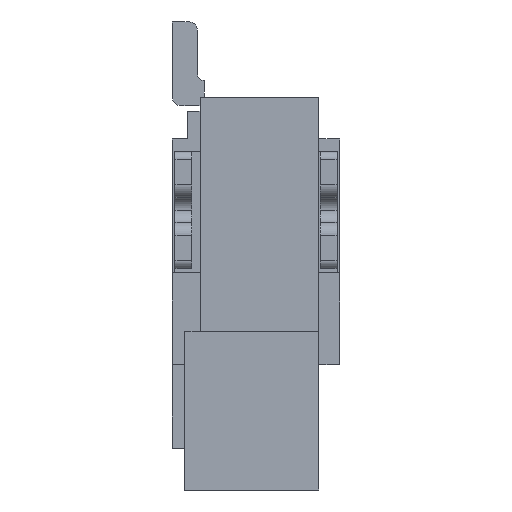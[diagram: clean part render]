
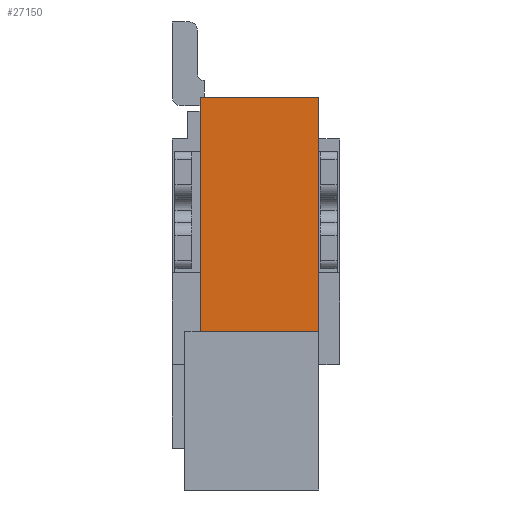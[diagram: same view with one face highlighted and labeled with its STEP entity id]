
A CAD part, left-side view. The second image highlights one B-rep face of the part: STEP entity #27150.
In plain terms, the highlighted planar face has unit normal (-1, 0, 0).
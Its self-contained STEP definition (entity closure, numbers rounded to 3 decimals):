
#12900=CARTESIAN_POINT('',(-59.979,-57.008,-1.4));
#12910=VERTEX_POINT('',#12900);
#13130=CARTESIAN_POINT('',(-59.979,-58.428,-1.4));
#13140=VERTEX_POINT('',#13130);
#13170=CARTESIAN_POINT('',(-59.979,0.,-1.4));
#13180=DIRECTION('',(0.,-1.,0.));
#13190=VECTOR('',#13180,1.);
#13200=LINE('',#13170,#13190);
#13210=EDGE_CURVE('',#12910,#13140,#13200,.T.);
#26850=CARTESIAN_POINT('',(-59.979,-58.758,0.));
#26860=DIRECTION('',(1.,0.,0.));
#26870=DIRECTION('',(0.,1.,0.));
#26880=AXIS2_PLACEMENT_3D('',#26850,#26860,#26870);
#26890=PLANE('',#26880);
#26900=CARTESIAN_POINT('',(-59.979,-57.008,0.));
#26910=DIRECTION('',(0.,0.,1.));
#26920=VECTOR('',#26910,1.);
#26930=LINE('',#26900,#26920);
#26940=CARTESIAN_POINT('',(-59.979,-57.008,-4.2));
#26950=VERTEX_POINT('',#26940);
#26960=EDGE_CURVE('',#26950,#12910,#26930,.T.);
#26970=ORIENTED_EDGE('',*,*,#26960,.F.);
#26980=ORIENTED_EDGE('',*,*,#13210,.F.);
#26990=CARTESIAN_POINT('',(-59.979,-58.428,0.));
#27000=DIRECTION('',(0.,0.,-1.));
#27010=VECTOR('',#27000,1.);
#27020=LINE('',#26990,#27010);
#27030=CARTESIAN_POINT('',(-59.979,-58.428,-4.2));
#27040=VERTEX_POINT('',#27030);
#27050=EDGE_CURVE('',#13140,#27040,#27020,.T.);
#27060=ORIENTED_EDGE('',*,*,#27050,.F.);
#27070=CARTESIAN_POINT('',(-59.979,0.,-4.2));
#27080=DIRECTION('',(0.,-1.,0.));
#27090=VECTOR('',#27080,1.);
#27100=LINE('',#27070,#27090);
#27110=EDGE_CURVE('',#26950,#27040,#27100,.T.);
#27120=ORIENTED_EDGE('',*,*,#27110,.T.);
#27130=EDGE_LOOP('',(#27120,#27060,#26980,#26970));
#27140=FACE_OUTER_BOUND('',#27130,.T.);
#27150=ADVANCED_FACE('',(#27140),#26890,.F.);
